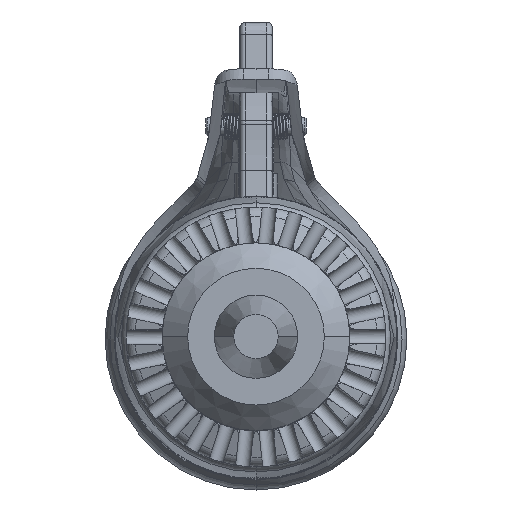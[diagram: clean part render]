
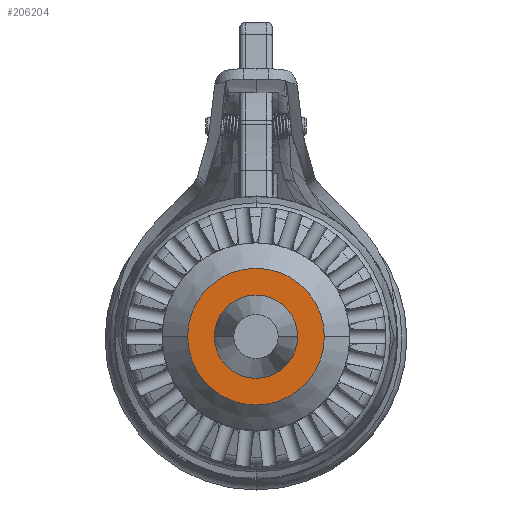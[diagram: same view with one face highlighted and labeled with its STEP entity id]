
A CAD part, top view. The second image highlights one B-rep face of the part: STEP entity #206204.
In plain terms, the highlighted planar face has unit normal (0, 0, 1).
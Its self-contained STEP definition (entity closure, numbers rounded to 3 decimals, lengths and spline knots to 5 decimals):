
#140024=CARTESIAN_POINT('',(0.,0.,6.5));
#140025=DIRECTION('',(0.,0.,1.));
#140026=DIRECTION('',(-1.,0.,0.));
#140027=AXIS2_PLACEMENT_3D('',#140024,#140025,#140026);
#140029=CARTESIAN_POINT('',(0.,0.,6.5));
#140030=DIRECTION('',(0.,0.,-1.));
#140031=DIRECTION('',(-1.,0.,0.));
#140032=AXIS2_PLACEMENT_3D('',#140029,#140030,#140031);
#140034=CARTESIAN_POINT('',(0.,0.,6.5));
#140035=DIRECTION('',(0.,0.,-1.));
#140036=DIRECTION('',(-1.,0.,0.));
#140037=AXIS2_PLACEMENT_3D('',#140034,#140035,#140036);
#140047=CARTESIAN_POINT('',(0.,0.,6.5));
#140048=DIRECTION('',(0.,0.,1.));
#140049=DIRECTION('',(-1.,0.,0.));
#140050=AXIS2_PLACEMENT_3D('',#140047,#140048,#140049);
#174241=CARTESIAN_POINT('',(-0.3741,0.,6.5));
#174243=VERTEX_POINT('',#174241);
#174244=CARTESIAN_POINT('',(-0.2278,0.,6.5));
#174246=VERTEX_POINT('',#174244);
#174257=CARTESIAN_POINT('',(0.3741,0.,6.5));
#174259=VERTEX_POINT('',#174257);
#174260=CARTESIAN_POINT('',(0.2278,0.,6.5));
#174262=VERTEX_POINT('',#174260);
#206189=CARTESIAN_POINT('',(0.,0.,6.5));
#206190=DIRECTION('',(0.,0.,-1.));
#206191=DIRECTION('',(1.,0.,0.));
#206192=AXIS2_PLACEMENT_3D('',#206189,#206190,#206191);
#206193=PLANE('',#206192);
#206194=ORIENTED_EDGE('',*,*,#206182,.F.);
#206195=ORIENTED_EDGE('',*,*,#206171,.T.);
#206196=EDGE_LOOP('',(#206194,#206195));
#206197=FACE_OUTER_BOUND('',#206196,.F.);
#206199=ORIENTED_EDGE('',*,*,#206198,.F.);
#206201=ORIENTED_EDGE('',*,*,#206200,.T.);
#206202=EDGE_LOOP('',(#206199,#206201));
#206203=FACE_BOUND('',#206202,.F.);
#206204=ADVANCED_FACE('',(#206197,#206203),#206193,.F.);
#140028=CIRCLE('',#140027,0.3741);
#140033=CIRCLE('',#140032,0.3741);
#140038=CIRCLE('',#140037,0.2278);
#140051=CIRCLE('',#140050,0.2278);
#206171=EDGE_CURVE('',#174243,#174259,#140033,.T.);
#206182=EDGE_CURVE('',#174243,#174259,#140028,.T.);
#206198=EDGE_CURVE('',#174246,#174262,#140038,.T.);
#206200=EDGE_CURVE('',#174246,#174262,#140051,.T.);
